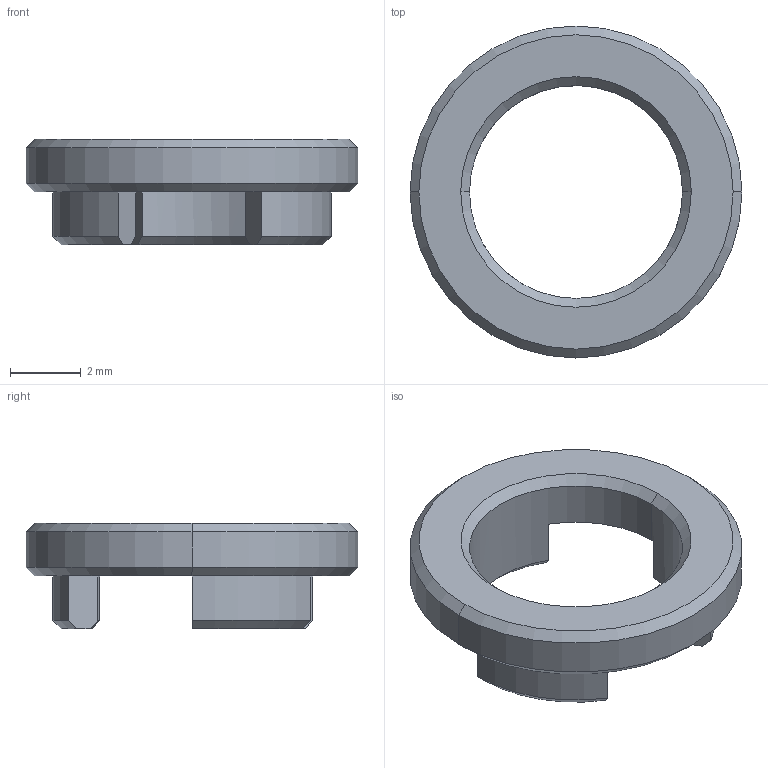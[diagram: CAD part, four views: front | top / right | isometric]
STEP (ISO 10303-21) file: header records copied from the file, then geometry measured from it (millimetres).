
FILE_DESCRIPTION (( 'STEP AP214' ), '1' );
FILE_NAME ('41665 TXP 6mm Plastic Bushing_Spacer.STEP', '2017-03-28T20:27:38', ( '' ), ( '' ), 'SwSTEP 2.0', 'SolidWorks 2016', '' );
FILE_SCHEMA (( 'AUTOMOTIVE_DESIGN' ));
Length unit declared in the file: millimetre
Products named in the file (2): 41665 TXP 6mm Plastic Bushing_Spacer
Bounding box: 9.4 x 9.4 x 3 mm (x, y, z)
Volume: 73 mm3; surface area: 179.6 mm2
Topology: 1 solids, 1 shells, 30 faces, 77 edges, 49 vertices
Faces by surface type: cone 12, plane 11, cylinder 7
Entity records: 969 total; most frequent: DIRECTION 172, CARTESIAN_POINT 158, ORIENTED_EDGE 154, EDGE_CURVE 77, AXIS2_PLACEMENT_3D 63, VERTEX_POINT 49, VECTOR 46, LINE 46
